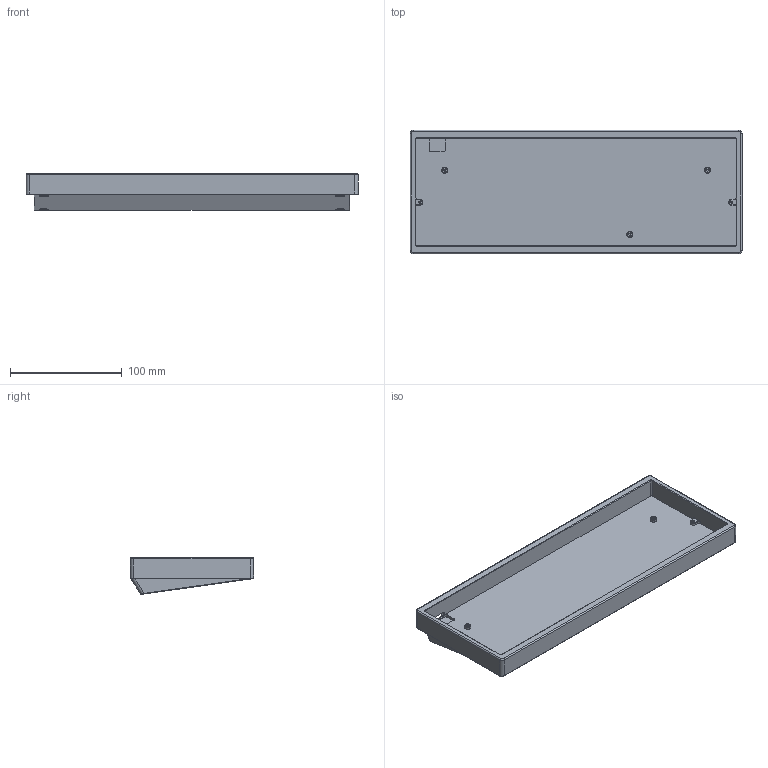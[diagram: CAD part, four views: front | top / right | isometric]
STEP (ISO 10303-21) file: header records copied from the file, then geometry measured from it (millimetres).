
FILE_DESCRIPTION(/* description */ (''),/* implementation_level */ '2;1');
FILE_NAME(/* name */ 'Kou - Case Only.step',/* time_stamp */ '2023-09-11T01:41:56+07:00',/* author */ (''),/* organization */ (''),/* preprocessor_version */ 'ST-DEVELOPER v20',/* originating_system */ 'Autodesk Translation Framework v12.9.0.99',/* authorisation */ '');
FILE_SCHEMA (('AUTOMOTIVE_DESIGN { 1 0 10303 214 3 1 1 }'));
Length unit declared in the file: millimetre
Products named in the file (2): Tray 60; Case
Assembly tree (1 placements, depth 2):
  Tray 60
    Case
Bounding box: 296.7 x 110.2 x 32.72 mm (x, y, z)
Volume: 354449 mm3; surface area: 97301.9 mm2
Topology: 1 solids, 1 shells, 150 faces, 350 edges, 215 vertices
Faces by surface type: cylinder 58, plane 55, bspline 16, cone 13, torus 8
Full cylindrical faces by diameter (mm): 1.623 x5, 5.4 x3, 8.5 x4
Entity records: 4753 total; most frequent: CARTESIAN_POINT 1234, DIRECTION 756, ORIENTED_EDGE 700, EDGE_CURVE 350, AXIS2_PLACEMENT_3D 290, VERTEX_POINT 215, LINE 176, VECTOR 176
